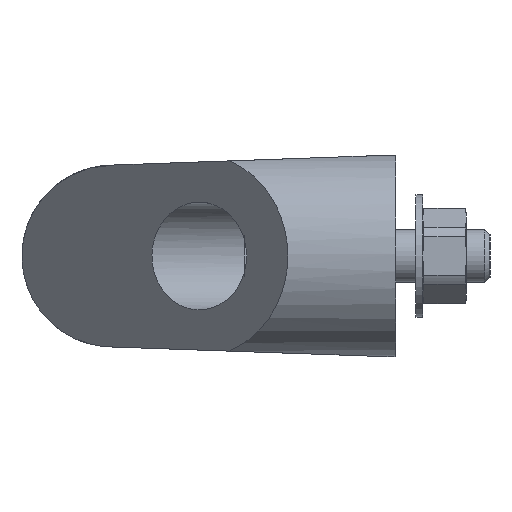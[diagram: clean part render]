
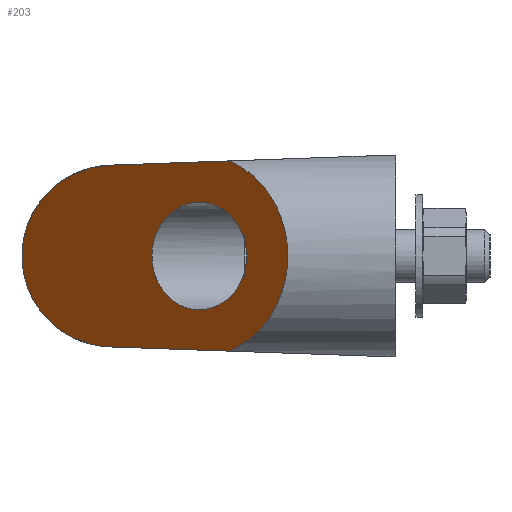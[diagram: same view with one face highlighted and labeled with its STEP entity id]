
A CAD part, left-side view. The second image highlights one B-rep face of the part: STEP entity #203.
In plain terms, the highlighted planar face has unit normal (-0.66, 0.751, 0).
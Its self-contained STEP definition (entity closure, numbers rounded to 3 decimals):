
#203 = ADVANCED_FACE( '', ( #544, #545 ), #546, .T. );
#544 = FACE_BOUND( '', #1053, .T. );
#545 = FACE_OUTER_BOUND( '', #1054, .T. );
#546 = PLANE( '', #1055 );
#1053 = EDGE_LOOP( '', ( #1631 ) );
#1054 = EDGE_LOOP( '', ( #1632, #1633, #1634, #1635, #1636, #1637, #1638, #1639 ) );
#1055 = AXIS2_PLACEMENT_3D( '', #1640, #1641, #1642 );
#1631 = ORIENTED_EDGE( '', *, *, #2874, .T. );
#1632 = ORIENTED_EDGE( '', *, *, #2875, .T. );
#1633 = ORIENTED_EDGE( '', *, *, #2876, .T. );
#1634 = ORIENTED_EDGE( '', *, *, #2877, .T. );
#1635 = ORIENTED_EDGE( '', *, *, #2878, .F. );
#1636 = ORIENTED_EDGE( '', *, *, #2879, .T. );
#1637 = ORIENTED_EDGE( '', *, *, #2880, .F. );
#1638 = ORIENTED_EDGE( '', *, *, #2881, .T. );
#1639 = ORIENTED_EDGE( '', *, *, #2882, .T. );
#1640 = CARTESIAN_POINT( '', ( -15.01, 16.01, 50. ) );
#1641 = DIRECTION( '', ( -0.66, 0.752, 0. ) );
#1642 = DIRECTION( '', ( -0.752, -0.66, 0. ) );
#2874 = EDGE_CURVE( '', #3425, #3425, #3426, .F. );
#2875 = EDGE_CURVE( '', #3427, #3428, #3429, .T. );
#2876 = EDGE_CURVE( '', #3428, #3430, #3431, .T. );
#2877 = EDGE_CURVE( '', #3430, #3432, #3433, .T. );
#2878 = EDGE_CURVE( '', #3434, #3432, #3435, .T. );
#2879 = EDGE_CURVE( '', #3434, #3436, #3437, .T. );
#2880 = EDGE_CURVE( '', #3438, #3436, #3439, .T. );
#2881 = EDGE_CURVE( '', #3438, #3440, #3441, .T. );
#2882 = EDGE_CURVE( '', #3440, #3427, #3442, .T. );
#3425 = VERTEX_POINT( '', #4204 );
#3426 = ELLIPSE( '', #4205, 10.645, 8. );
#3427 = VERTEX_POINT( '', #4206 );
#3428 = VERTEX_POINT( '', #4207 );
#3429 = ELLIPSE( '', #4208, 19.959, 15. );
#3430 = VERTEX_POINT( '', #4209 );
#3431 = LINE( '', #4210, #4211 );
#3432 = VERTEX_POINT( '', #4212 );
#3433 = LINE( '', #4213, #4214 );
#3434 = VERTEX_POINT( '', #4215 );
#3435 = LINE( '', #4216, #4217 );
#3436 = VERTEX_POINT( '', #4218 );
#3437 = ELLIPSE( '', #4219, 20.464, 13.5 );
#3438 = VERTEX_POINT( '', #4220 );
#3439 = LINE( '', #4221, #4222 );
#3440 = VERTEX_POINT( '', #4223 );
#3441 = LINE( '', #4224, #4225 );
#3442 = LINE( '', #4226, #4227 );
#4204 = CARTESIAN_POINT( '', ( -8.01, 22.154, 0. ) );
#4205 = AXIS2_PLACEMENT_3D( '', #5111, #5112, #5113 );
#4206 = CARTESIAN_POINT( '', ( -5.068, 24.737, -14.118 ) );
#4207 = CARTESIAN_POINT( '', ( -5.047, 24.755, 14.125 ) );
#4208 = AXIS2_PLACEMENT_3D( '', #5114, #5115, #5116 );
#4209 = CARTESIAN_POINT( '', ( 14.587, 41.99, 13.51 ) );
#4210 = CARTESIAN_POINT( '', ( -15.639, 15.458, 14.457 ) );
#4211 = VECTOR( '', #5117, 1000. );
#4212 = CARTESIAN_POINT( '', ( 14.599, 42., 13.51 ) );
#4213 = CARTESIAN_POINT( '', ( -15.01, 16.01, 13.51 ) );
#4214 = VECTOR( '', #5118, 1000. );
#4215 = CARTESIAN_POINT( '', ( 14.599, 42., 13.5 ) );
#4216 = CARTESIAN_POINT( '', ( 14.599, 42., 0. ) );
#4217 = VECTOR( '', #5119, 1000. );
#4218 = CARTESIAN_POINT( '', ( 14.599, 42., -13.5 ) );
#4219 = AXIS2_PLACEMENT_3D( '', #5120, #5121, #5122 );
#4220 = CARTESIAN_POINT( '', ( 14.599, 42., -13.51 ) );
#4221 = CARTESIAN_POINT( '', ( 14.599, 42., 0. ) );
#4222 = VECTOR( '', #5123, 1000. );
#4223 = CARTESIAN_POINT( '', ( 14.587, 41.99, -13.51 ) );
#4224 = CARTESIAN_POINT( '', ( -15.01, 16.01, -13.51 ) );
#4225 = VECTOR( '', #5124, 1000. );
#4226 = CARTESIAN_POINT( '', ( -13.885, 16.997, -14.39 ) );
#4227 = VECTOR( '', #5125, 1000. );
#5111 = CARTESIAN_POINT( '', ( -0.01, 29.177, 0. ) );
#5112 = DIRECTION( '', ( -0.66, 0.752, 0. ) );
#5113 = DIRECTION( '', ( -0.752, -0.66, 0. ) );
#5114 = CARTESIAN_POINT( '', ( 0., 29.185, 0. ) );
#5115 = DIRECTION( '', ( -0.66, 0.752, 0. ) );
#5116 = DIRECTION( '', ( -0.752, -0.66, 0. ) );
#5117 = DIRECTION( '', ( 0.751, 0.66, -0.024 ) );
#5118 = DIRECTION( '', ( 0.752, 0.66, 0. ) );
#5119 = DIRECTION( '', ( 0., 0., 1. ) );
#5120 = CARTESIAN_POINT( '', ( 14.599, 42., 0. ) );
#5121 = DIRECTION( '', ( -0.66, 0.752, 0. ) );
#5122 = DIRECTION( '', ( 0.752, 0.66, 0. ) );
#5123 = DIRECTION( '', ( 0., 0., 1. ) );
#5124 = DIRECTION( '', ( -0.752, -0.66, 0. ) );
#5125 = DIRECTION( '', ( -0.751, -0.66, -0.023 ) );
